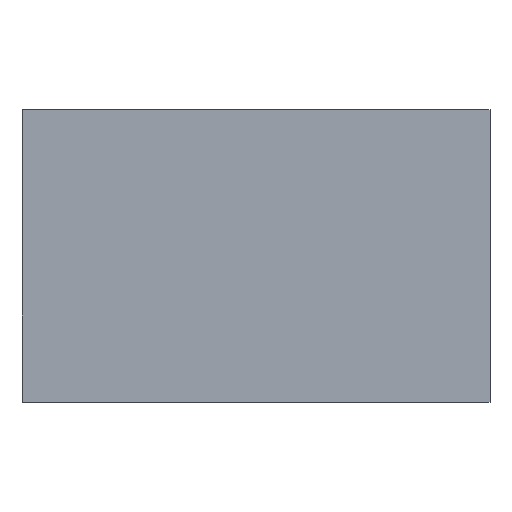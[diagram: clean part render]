
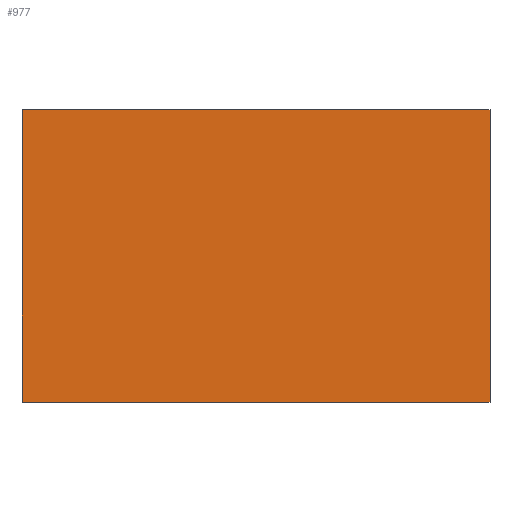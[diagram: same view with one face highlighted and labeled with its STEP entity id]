
A CAD part, top view. The second image highlights one B-rep face of the part: STEP entity #977.
In plain terms, the highlighted planar face has unit normal (0, 0, 1).
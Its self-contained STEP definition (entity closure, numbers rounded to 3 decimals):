
#116=FACE_OUTER_BOUND('',#173,.T.);
#173=EDGE_LOOP('',(#881,#882,#883,#884));
#277=LINE('',#1704,#386);
#279=LINE('',#1708,#388);
#281=LINE('',#1712,#390);
#283=LINE('',#1715,#392);
#386=VECTOR('',#1210,10.);
#388=VECTOR('',#1214,10.);
#390=VECTOR('',#1218,10.);
#392=VECTOR('',#1222,10.);
#479=VERTEX_POINT('',#1701);
#480=VERTEX_POINT('',#1703);
#481=VERTEX_POINT('',#1707);
#482=VERTEX_POINT('',#1711);
#611=EDGE_CURVE('',#479,#480,#277,.T.);
#613=EDGE_CURVE('',#480,#481,#279,.T.);
#615=EDGE_CURVE('',#481,#482,#281,.T.);
#617=EDGE_CURVE('',#482,#479,#283,.T.);
#881=ORIENTED_EDGE('',*,*,#611,.F.);
#882=ORIENTED_EDGE('',*,*,#617,.F.);
#883=ORIENTED_EDGE('',*,*,#615,.F.);
#884=ORIENTED_EDGE('',*,*,#613,.F.);
#925=PLANE('',#1036);
#977=ADVANCED_FACE('',(#116),#925,.T.);
#1036=AXIS2_PLACEMENT_3D('',#1716,#1223,#1224);
#1210=DIRECTION('',(0.,-1.,0.));
#1214=DIRECTION('',(-1.,0.,0.));
#1218=DIRECTION('',(0.,1.,0.));
#1222=DIRECTION('',(1.,0.,0.));
#1223=DIRECTION('center_axis',(0.,0.,1.));
#1224=DIRECTION('ref_axis',(1.,0.,0.));
#1701=CARTESIAN_POINT('',(1.,0.625,0.5));
#1703=CARTESIAN_POINT('',(1.,-0.625,0.5));
#1704=CARTESIAN_POINT('',(1.,0.625,0.5));
#1707=CARTESIAN_POINT('',(-1.,-0.625,0.5));
#1708=CARTESIAN_POINT('',(1.,-0.625,0.5));
#1711=CARTESIAN_POINT('',(-1.,0.625,0.5));
#1712=CARTESIAN_POINT('',(-1.,-0.625,0.5));
#1715=CARTESIAN_POINT('',(-1.,0.625,0.5));
#1716=CARTESIAN_POINT('Origin',(0.,0.,0.5));
